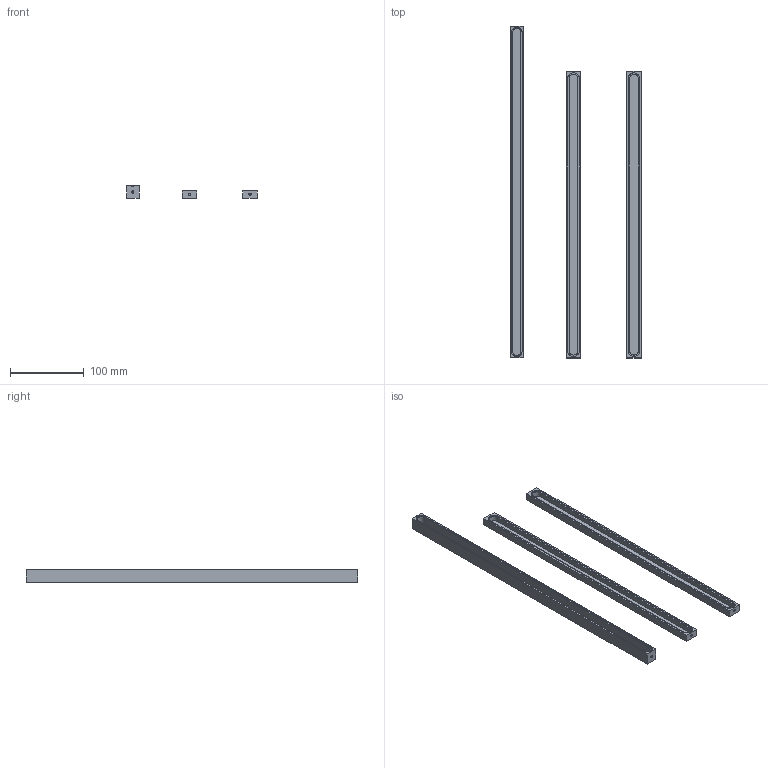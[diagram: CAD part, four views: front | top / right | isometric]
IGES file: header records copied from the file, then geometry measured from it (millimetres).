
Start section: Utilisez ce fichier mod le pour construire des objets de la taille d'un camion ou plus grands et pour les objets qui doivent tre construits avec des tol rances de fabrication. Unit s : Centim tres Tol rance absolue : 0,01 cm
Global section: file name: 34HLED BAR A & B.igs; native system: Rhinoceros ( Jun 30 2014 ); preprocessor: Trout Lake IGES 012 Jun 30 2014; date: 200204.085041; units: centimetre
Bounding box: 176.98 x 449.04 x 17 mm (x, y, z)
Surface area: 103492.2 mm2 (no closed solid volume)
Topology: 0 solids, 0 shells, 60 faces, 332 edges, 329 vertices
Faces by surface type: bspline 60
